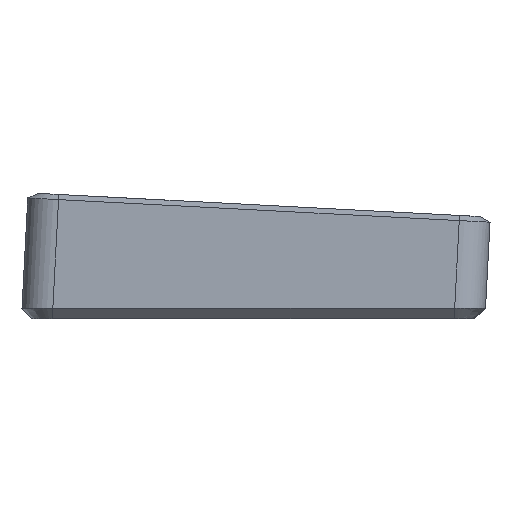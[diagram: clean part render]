
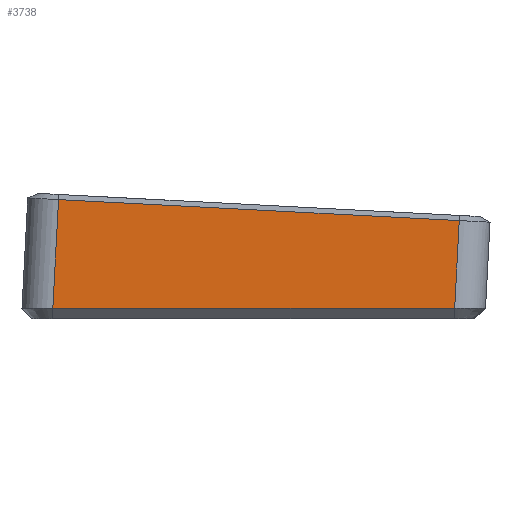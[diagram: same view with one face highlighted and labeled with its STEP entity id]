
A CAD part, left-side view. The second image highlights one B-rep face of the part: STEP entity #3738.
In plain terms, the highlighted planar face has unit normal (-1, 0, 0).
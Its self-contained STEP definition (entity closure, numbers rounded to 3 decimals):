
#192=PLANE('',#3964);
#272=FACE_OUTER_BOUND('',#492,.T.);
#492=EDGE_LOOP('',(#2514,#2515,#2516,#2517,#2518));
#728=B_SPLINE_CURVE_WITH_KNOTS('',3,(#5133,#5134,#5135,#5136),
 .UNSPECIFIED.,.F.,.F.,(4,4),(-1.588,-1.571),
 .UNSPECIFIED.);
#917=LINE('',#5029,#1213);
#928=LINE('',#5224,#1224);
#929=LINE('',#5226,#1225);
#930=LINE('',#5227,#1226);
#1213=VECTOR('',#4200,10.);
#1224=VECTOR('',#4217,10.);
#1225=VECTOR('',#4218,10.);
#1226=VECTOR('',#4219,10.);
#1508=VERTEX_POINT('',#5022);
#1511=VERTEX_POINT('',#5027);
#1516=VERTEX_POINT('',#5063);
#1524=VERTEX_POINT('',#5223);
#1525=VERTEX_POINT('',#5225);
#1896=EDGE_CURVE('',#1511,#1508,#917,.T.);
#1907=EDGE_CURVE('',#1516,#1511,#728,.T.);
#1919=EDGE_CURVE('',#1524,#1516,#928,.T.);
#1920=EDGE_CURVE('',#1525,#1524,#929,.T.);
#1921=EDGE_CURVE('',#1508,#1525,#930,.T.);
#2514=ORIENTED_EDGE('',*,*,#1896,.F.);
#2515=ORIENTED_EDGE('',*,*,#1907,.F.);
#2516=ORIENTED_EDGE('',*,*,#1919,.F.);
#2517=ORIENTED_EDGE('',*,*,#1920,.F.);
#2518=ORIENTED_EDGE('',*,*,#1921,.F.);
#3738=ADVANCED_FACE('',(#272),#192,.T.);
#3964=AXIS2_PLACEMENT_3D('',#5222,#4215,#4216);
#4200=DIRECTION('',(0.,1.,0.));
#4215=DIRECTION('center_axis',(-1.,0.,0.));
#4216=DIRECTION('ref_axis',(0.,0.999,0.052));
#4217=DIRECTION('',(0.,0.052,-0.999));
#4218=DIRECTION('',(0.,-0.999,-0.052));
#4219=DIRECTION('',(0.,-0.052,0.999));
#5022=CARTESIAN_POINT('',(-7.,-60.939,21.));
#5027=CARTESIAN_POINT('',(-7.,-139.142,21.));
#5029=CARTESIAN_POINT('',(-7.,-126.376,21.));
#5063=CARTESIAN_POINT('',(-7.,-139.246,21.));
#5133=CARTESIAN_POINT('Ctrl Pts',(-7.,-139.246,21.));
#5134=CARTESIAN_POINT('Ctrl Pts',(-7.,-139.212,21.));
#5135=CARTESIAN_POINT('Ctrl Pts',(-7.,-139.177,21.));
#5136=CARTESIAN_POINT('Ctrl Pts',(-7.,-139.142,21.));
#5222=CARTESIAN_POINT('Origin',(-7.,-140.143,38.103));
#5223=CARTESIAN_POINT('',(-7.,-140.143,38.103));
#5224=CARTESIAN_POINT('',(-7.,-140.143,38.103));
#5225=CARTESIAN_POINT('',(-7.,-62.05,42.196));
#5226=CARTESIAN_POINT('',(-7.,-120.62,39.126));
#5227=CARTESIAN_POINT('',(-7.,-62.05,42.196));
